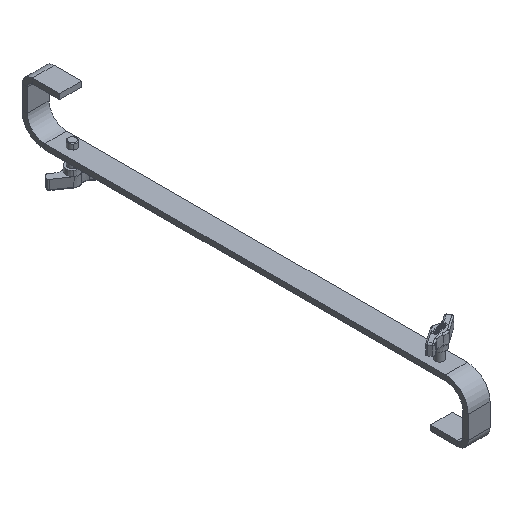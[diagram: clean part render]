
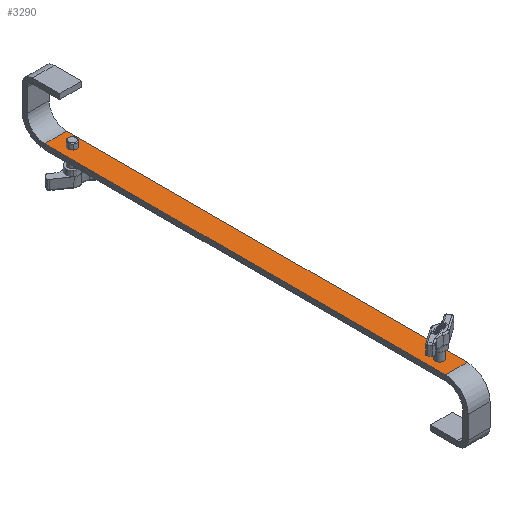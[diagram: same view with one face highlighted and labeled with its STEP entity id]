
A CAD part, isometric view. The second image highlights one B-rep face of the part: STEP entity #3290.
In plain terms, the highlighted planar face has unit normal (0, 0, 1).
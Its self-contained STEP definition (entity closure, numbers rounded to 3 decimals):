
#26 = LINE ( 'NONE', #923, #3097 ) ;
#32 = EDGE_CURVE ( 'NONE', #2102, #4473, #1260, .T. ) ;
#90 = LINE ( 'NONE', #341, #4093 ) ;
#169 = ORIENTED_EDGE ( 'NONE', *, *, #1738, .F. ) ;
#275 = FACE_OUTER_BOUND ( 'NONE', #4749, .T. ) ;
#341 = CARTESIAN_POINT ( 'NONE',  ( -12.5, 17., -58. ) ) ;
#521 = DIRECTION ( 'NONE',  ( 0., 0., -1. ) ) ;
#613 = DIRECTION ( 'NONE',  ( -1., 0., 0. ) ) ;
#634 = AXIS2_PLACEMENT_3D ( 'NONE', #941, #521, #2942 ) ;
#709 = EDGE_CURVE ( 'NONE', #4642, #1167, #2304, .T. ) ;
#791 = DIRECTION ( 'NONE',  ( 0., 1., 0. ) ) ;
#797 = CARTESIAN_POINT ( 'NONE',  ( 0., -2., -58. ) ) ;
#814 = EDGE_CURVE ( 'NONE', #4473, #2102, #2083, .T. ) ;
#923 = CARTESIAN_POINT ( 'NONE',  ( 12.5, 17., -58. ) ) ;
#941 = CARTESIAN_POINT ( 'NONE',  ( 0., -2., -58. ) ) ;
#973 = ORIENTED_EDGE ( 'NONE', *, *, #32, .T. ) ;
#988 = CARTESIAN_POINT ( 'NONE',  ( 12.5, 17., -58. ) ) ;
#1030 = EDGE_LOOP ( 'NONE', ( #3992, #973 ) ) ;
#1139 = CARTESIAN_POINT ( 'NONE',  ( 12.5, -441., -58. ) ) ;
#1167 = VERTEX_POINT ( 'NONE', #1924 ) ;
#1178 = CARTESIAN_POINT ( 'NONE',  ( 0., -426.25, -58. ) ) ;
#1260 = CIRCLE ( 'NONE', #2748, 4.25 ) ;
#1472 = ORIENTED_EDGE ( 'NONE', *, *, #3267, .T. ) ;
#1596 = DIRECTION ( 'NONE',  ( 0., 1., 0. ) ) ;
#1603 = VECTOR ( 'NONE', #1882, 1000. ) ;
#1615 = VERTEX_POINT ( 'NONE', #4427 ) ;
#1696 = DIRECTION ( 'NONE',  ( 0., 1., 0. ) ) ;
#1738 = EDGE_CURVE ( 'NONE', #2701, #4883, #3662, .T. ) ;
#1772 = EDGE_LOOP ( 'NONE', ( #1472, #2734 ) ) ;
#1882 = DIRECTION ( 'NONE',  ( -1., 0., 0. ) ) ;
#1924 = CARTESIAN_POINT ( 'NONE',  ( 0., -417.75, -58. ) ) ;
#1934 = CARTESIAN_POINT ( 'NONE',  ( -12.5, -441., -58. ) ) ;
#2006 = DIRECTION ( 'NONE',  ( 0., 0., -1. ) ) ;
#2083 = CIRCLE ( 'NONE', #634, 4.25 ) ;
#2102 = VERTEX_POINT ( 'NONE', #3563 ) ;
#2304 = CIRCLE ( 'NONE', #4736, 4.25 ) ;
#2648 = CARTESIAN_POINT ( 'NONE',  ( -12.5, 17., -58. ) ) ;
#2701 = VERTEX_POINT ( 'NONE', #3965 ) ;
#2708 = LINE ( 'NONE', #988, #4717 ) ;
#2734 = ORIENTED_EDGE ( 'NONE', *, *, #709, .T. ) ;
#2748 = AXIS2_PLACEMENT_3D ( 'NONE', #797, #3960, #1596 ) ;
#2755 = CARTESIAN_POINT ( 'NONE',  ( 0., -422., -58. ) ) ;
#2815 = EDGE_CURVE ( 'NONE', #1615, #2701, #26, .T. ) ;
#2891 = AXIS2_PLACEMENT_3D ( 'NONE', #4389, #2006, #791 ) ;
#2942 = DIRECTION ( 'NONE',  ( 0., 1., 0. ) ) ;
#3097 = VECTOR ( 'NONE', #3873, 1000. ) ;
#3254 = EDGE_CURVE ( 'NONE', #4752, #4883, #90, .T. ) ;
#3267 = EDGE_CURVE ( 'NONE', #1167, #4642, #3971, .T. ) ;
#3278 = CARTESIAN_POINT ( 'NONE',  ( 0., -422., -58. ) ) ;
#3290 = ADVANCED_FACE ( 'NONE', ( #4404, #3524, #275 ), #4006, .F. ) ;
#3524 = FACE_BOUND ( 'NONE', #1772, .T. ) ;
#3556 = CARTESIAN_POINT ( 'NONE',  ( 0., 2.25, -58. ) ) ;
#3563 = CARTESIAN_POINT ( 'NONE',  ( 0., -6.25, -58. ) ) ;
#3662 = LINE ( 'NONE', #1139, #1603 ) ;
#3724 = DIRECTION ( 'NONE',  ( 0., 0., -1. ) ) ;
#3788 = EDGE_CURVE ( 'NONE', #1615, #4752, #2708, .T. ) ;
#3873 = DIRECTION ( 'NONE',  ( 0., -1., 0. ) ) ;
#3955 = DIRECTION ( 'NONE',  ( 0., 1., 0. ) ) ;
#3960 = DIRECTION ( 'NONE',  ( 0., 0., -1. ) ) ;
#3965 = CARTESIAN_POINT ( 'NONE',  ( 12.5, -441., -58. ) ) ;
#3971 = CIRCLE ( 'NONE', #4271, 4.25 ) ;
#3992 = ORIENTED_EDGE ( 'NONE', *, *, #814, .T. ) ;
#4006 = PLANE ( 'NONE',  #2891 ) ;
#4093 = VECTOR ( 'NONE', #4336, 1000. ) ;
#4271 = AXIS2_PLACEMENT_3D ( 'NONE', #2755, #4821, #3955 ) ;
#4336 = DIRECTION ( 'NONE',  ( 0., -1., 0. ) ) ;
#4389 = CARTESIAN_POINT ( 'NONE',  ( 12.5, 17., -58. ) ) ;
#4404 = FACE_BOUND ( 'NONE', #1030, .T. ) ;
#4427 = CARTESIAN_POINT ( 'NONE',  ( 12.5, 17., -58. ) ) ;
#4473 = VERTEX_POINT ( 'NONE', #3556 ) ;
#4481 = ORIENTED_EDGE ( 'NONE', *, *, #2815, .F. ) ;
#4610 = ORIENTED_EDGE ( 'NONE', *, *, #3788, .T. ) ;
#4642 = VERTEX_POINT ( 'NONE', #1178 ) ;
#4717 = VECTOR ( 'NONE', #613, 1000. ) ;
#4736 = AXIS2_PLACEMENT_3D ( 'NONE', #3278, #3724, #1696 ) ;
#4749 = EDGE_LOOP ( 'NONE', ( #4764, #169, #4481, #4610 ) ) ;
#4752 = VERTEX_POINT ( 'NONE', #2648 ) ;
#4764 = ORIENTED_EDGE ( 'NONE', *, *, #3254, .T. ) ;
#4821 = DIRECTION ( 'NONE',  ( 0., 0., -1. ) ) ;
#4883 = VERTEX_POINT ( 'NONE', #1934 ) ;
